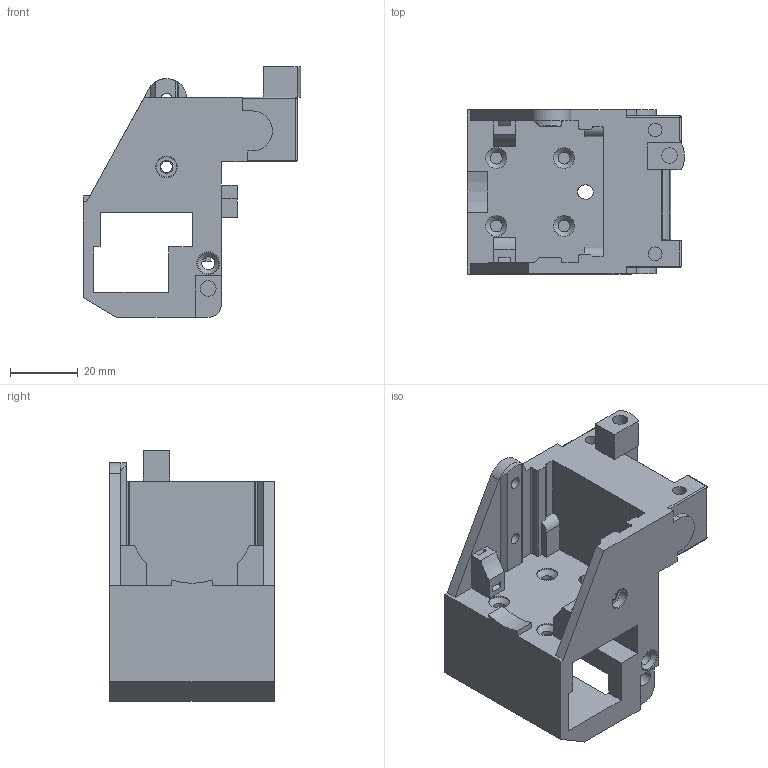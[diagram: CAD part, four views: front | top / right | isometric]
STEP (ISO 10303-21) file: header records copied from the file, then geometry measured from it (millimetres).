
FILE_DESCRIPTION(('FreeCAD Model'),'2;1');
FILE_NAME('Open CASCADE Shape Model','2024-06-16T04:55:22',(''),(''), 'Open CASCADE STEP processor 7.6','FreeCAD','Unknown');
FILE_SCHEMA(('AUTOMOTIVE_DESIGN { 1 0 10303 214 1 1 1 1 }'));
Length unit declared in the file: millimetre
Products named in the file (1): Pocket016
Bounding box: 64.04 x 48.4 x 74 mm (x, y, z)
Volume: 54740.8 mm3; surface area: 26602.1 mm2
Topology: 1 solids, 1 shells, 291 faces, 809 edges, 538 vertices
Faces by surface type: plane 156, cylinder 97, torus 19, bspline 7, cone 6, sphere 6
Full cylindrical faces by diameter (mm): 3.2 x2, 3.4 x3, 3.5 x4, 3.8 x2, 4 x2, 4.2 x2, 4.6 x11, 6 x1, 6.2 x6
Entity records: 22663 total; most frequent: CARTESIAN_POINT 6608, DIRECTION 2995, LINE 1772, VECTOR 1772, ORIENTED_EDGE 1618, PCURVE 1618, DEFINITIONAL_REPRESENTATION 1618, EDGE_CURVE 809
